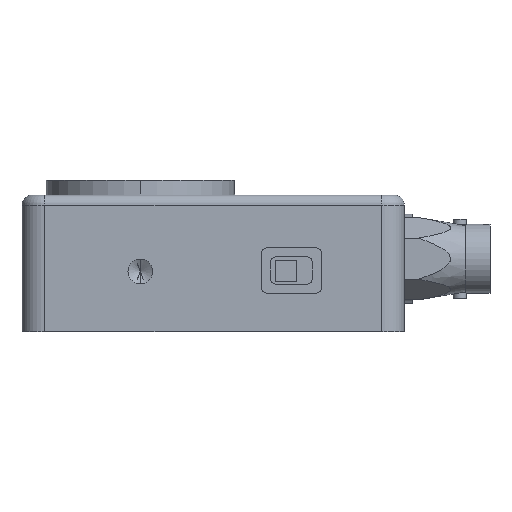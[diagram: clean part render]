
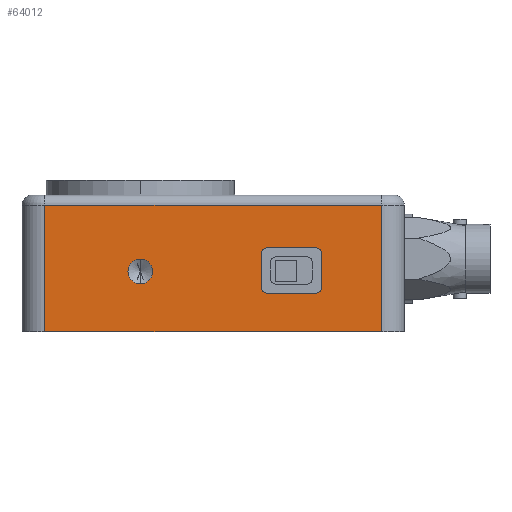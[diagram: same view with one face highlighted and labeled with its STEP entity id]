
A CAD part, left-side view. The second image highlights one B-rep face of the part: STEP entity #64012.
In plain terms, the highlighted planar face has unit normal (-1, 0, 0).
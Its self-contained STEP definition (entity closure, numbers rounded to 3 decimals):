
#62691 = EDGE_CURVE ( 'NONE', #62770, #62693, #71243, .T. ) ;
#62693 = VERTEX_POINT ( 'NONE', #71238 ) ;
#62770 = VERTEX_POINT ( 'NONE', #71397 ) ;
#63977 = EDGE_CURVE ( 'NONE', #63978, #64066, #73918, .T. ) ;
#63978 = VERTEX_POINT ( 'NONE', #73914 ) ;
#63979 = ORIENTED_EDGE ( 'NONE', *, *, #63980, .T. ) ;
#63980 = EDGE_CURVE ( 'NONE', #63978, #63992, #73913, .T. ) ;
#63981 = EDGE_LOOP ( 'NONE', ( #63982, #63988, #64049, #64052 ) ) ;
#63982 = ORIENTED_EDGE ( 'NONE', *, *, #63983, .T. ) ;
#63983 = EDGE_CURVE ( 'NONE', #63984, #63986, #73908, .T. ) ;
#63984 = VERTEX_POINT ( 'NONE', #73904 ) ;
#63986 = VERTEX_POINT ( 'NONE', #73903 ) ;
#63988 = ORIENTED_EDGE ( 'NONE', *, *, #64048, .T. ) ;
#63989 = VERTEX_POINT ( 'NONE', #73902 ) ;
#63990 = EDGE_CURVE ( 'NONE', #63991, #63992, #73901, .T. ) ;
#63991 = VERTEX_POINT ( 'NONE', #73897 ) ;
#63992 = VERTEX_POINT ( 'NONE', #73896 ) ;
#63993 = ORIENTED_EDGE ( 'NONE', *, *, #63995, .T. ) ;
#63995 = EDGE_CURVE ( 'NONE', #63991, #63996, #73955, .T. ) ;
#63996 = VERTEX_POINT ( 'NONE', #73950 ) ;
#63997 = ORIENTED_EDGE ( 'NONE', *, *, #63998, .F. ) ;
#63998 = EDGE_CURVE ( 'NONE', #63999, #63996, #73949, .T. ) ;
#63999 = VERTEX_POINT ( 'NONE', #73945 ) ;
#64000 = ORIENTED_EDGE ( 'NONE', *, *, #64001, .T. ) ;
#64001 = EDGE_CURVE ( 'NONE', #63999, #64002, #73944, .T. ) ;
#64002 = VERTEX_POINT ( 'NONE', #73939 ) ;
#64003 = ORIENTED_EDGE ( 'NONE', *, *, #64004, .F. ) ;
#64004 = EDGE_CURVE ( 'NONE', #64063, #64002, #73938, .T. ) ;
#64012 = ADVANCED_FACE ( 'NONE', ( #73985, #73984, #73983 ), #73982, .F. ) ;
#64013 = EDGE_LOOP ( 'NONE', ( #64014, #64016 ) ) ;
#64014 = ORIENTED_EDGE ( 'NONE', *, *, #64015, .F. ) ;
#64015 = EDGE_CURVE ( 'NONE', #62693, #62770, #73980, .T. ) ;
#64016 = ORIENTED_EDGE ( 'NONE', *, *, #62691, .F. ) ;
#64017 = EDGE_LOOP ( 'NONE', ( #64018, #63993, #63997, #64000, #64003, #64064, #64067, #63979 ) ) ;
#64018 = ORIENTED_EDGE ( 'NONE', *, *, #63990, .F. ) ;
#64048 = EDGE_CURVE ( 'NONE', #63986, #63989, #73989, .T. ) ;
#64049 = ORIENTED_EDGE ( 'NONE', *, *, #64050, .T. ) ;
#64050 = EDGE_CURVE ( 'NONE', #63989, #64051, #74051, .T. ) ;
#64051 = VERTEX_POINT ( 'NONE', #74047 ) ;
#64052 = ORIENTED_EDGE ( 'NONE', *, *, #64053, .T. ) ;
#64053 = EDGE_CURVE ( 'NONE', #64051, #63984, #74046, .T. ) ;
#64063 = VERTEX_POINT ( 'NONE', #74026 ) ;
#64064 = ORIENTED_EDGE ( 'NONE', *, *, #64065, .T. ) ;
#64065 = EDGE_CURVE ( 'NONE', #64063, #64066, #74025, .T. ) ;
#64066 = VERTEX_POINT ( 'NONE', #74020 ) ;
#64067 = ORIENTED_EDGE ( 'NONE', *, *, #63977, .F. ) ;
#71238 = CARTESIAN_POINT ( 'NONE',  ( 0., 36.83, 10.109 ) ) ;
#71239 = DIRECTION ( 'NONE',  ( 0., 0., 1. ) ) ;
#71240 = DIRECTION ( 'NONE',  ( -1., 0., 0. ) ) ;
#71241 = CARTESIAN_POINT ( 'NONE',  ( 0., 36.83, 8.382 ) ) ;
#71242 = AXIS2_PLACEMENT_3D ( 'NONE', #71241, #71240, #71239 ) ;
#71243 = CIRCLE ( 'NONE', #71242, 1.727 ) ;
#71397 = CARTESIAN_POINT ( 'NONE',  ( 0., 36.83, 6.655 ) ) ;
#73896 = CARTESIAN_POINT ( 'NONE',  ( 0., 11.557, 10.89 ) ) ;
#73897 = CARTESIAN_POINT ( 'NONE',  ( 0., 11.557, 6.128 ) ) ;
#73898 = DIRECTION ( 'NONE',  ( 0., 0., 1. ) ) ;
#73899 = VECTOR ( 'NONE', #73898, 1000. ) ;
#73900 = CARTESIAN_POINT ( 'NONE',  ( 0., 11.557, 5.334 ) ) ;
#73901 = LINE ( 'NONE', #73900, #73899 ) ;
#73902 = CARTESIAN_POINT ( 'NONE',  ( 0., 50.165, 17.653 ) ) ;
#73903 = CARTESIAN_POINT ( 'NONE',  ( 0., 3.175, 17.653 ) ) ;
#73904 = CARTESIAN_POINT ( 'NONE',  ( 0., 3.175, 0. ) ) ;
#73905 = DIRECTION ( 'NONE',  ( 0., 0., 1. ) ) ;
#73906 = VECTOR ( 'NONE', #73905, 1000. ) ;
#73907 = CARTESIAN_POINT ( 'NONE',  ( 0., 3.175, 19.05 ) ) ;
#73908 = LINE ( 'NONE', #73907, #73906 ) ;
#73909 = DIRECTION ( 'NONE',  ( 0., 0., -1. ) ) ;
#73910 = DIRECTION ( 'NONE',  ( 1., 0., 0. ) ) ;
#73911 = CARTESIAN_POINT ( 'NONE',  ( 0., 12.351, 10.89 ) ) ;
#73912 = AXIS2_PLACEMENT_3D ( 'NONE', #73911, #73910, #73909 ) ;
#73913 = CIRCLE ( 'NONE', #73912, 0.794 ) ;
#73914 = CARTESIAN_POINT ( 'NONE',  ( 0., 12.351, 11.684 ) ) ;
#73915 = DIRECTION ( 'NONE',  ( 0., 1., 0. ) ) ;
#73916 = VECTOR ( 'NONE', #73915, 1000. ) ;
#73917 = CARTESIAN_POINT ( 'NONE',  ( 0., 11.557, 11.684 ) ) ;
#73918 = LINE ( 'NONE', #73917, #73916 ) ;
#73935 = DIRECTION ( 'NONE',  ( 0., 0., -1. ) ) ;
#73936 = VECTOR ( 'NONE', #73935, 1000. ) ;
#73937 = CARTESIAN_POINT ( 'NONE',  ( 0., 19.939, 5.334 ) ) ;
#73938 = LINE ( 'NONE', #73937, #73936 ) ;
#73939 = CARTESIAN_POINT ( 'NONE',  ( 0., 19.939, 6.128 ) ) ;
#73940 = DIRECTION ( 'NONE',  ( 0., 0., -1. ) ) ;
#73941 = DIRECTION ( 'NONE',  ( 1., 0., 0. ) ) ;
#73942 = CARTESIAN_POINT ( 'NONE',  ( 0., 19.145, 6.128 ) ) ;
#73943 = AXIS2_PLACEMENT_3D ( 'NONE', #73942, #73941, #73940 ) ;
#73944 = CIRCLE ( 'NONE', #73943, 0.794 ) ;
#73945 = CARTESIAN_POINT ( 'NONE',  ( 0., 19.145, 5.334 ) ) ;
#73946 = DIRECTION ( 'NONE',  ( 0., -1., 0. ) ) ;
#73947 = VECTOR ( 'NONE', #73946, 1000. ) ;
#73948 = CARTESIAN_POINT ( 'NONE',  ( 0., 11.557, 5.334 ) ) ;
#73949 = LINE ( 'NONE', #73948, #73947 ) ;
#73950 = CARTESIAN_POINT ( 'NONE',  ( 0., 12.351, 5.334 ) ) ;
#73951 = DIRECTION ( 'NONE',  ( 0., 0., -1. ) ) ;
#73952 = DIRECTION ( 'NONE',  ( 1., 0., 0. ) ) ;
#73953 = CARTESIAN_POINT ( 'NONE',  ( 0., 12.351, 6.128 ) ) ;
#73954 = AXIS2_PLACEMENT_3D ( 'NONE', #73953, #73952, #73951 ) ;
#73955 = CIRCLE ( 'NONE', #73954, 0.794 ) ;
#73973 = DIRECTION ( 'NONE',  ( 0., 0., 1. ) ) ;
#73974 = DIRECTION ( 'NONE',  ( -1., 0., 0. ) ) ;
#73975 = CARTESIAN_POINT ( 'NONE',  ( 0., 36.83, 8.382 ) ) ;
#73976 = AXIS2_PLACEMENT_3D ( 'NONE', #73975, #73974, #73973 ) ;
#73977 = DIRECTION ( 'NONE',  ( 0., 0., -1. ) ) ;
#73978 = DIRECTION ( 'NONE',  ( 1., 0., 0. ) ) ;
#73979 = AXIS2_PLACEMENT_3D ( 'NONE', #73981, #73978, #73977 ) ;
#73980 = CIRCLE ( 'NONE', #73976, 1.727 ) ;
#73981 = CARTESIAN_POINT ( 'NONE',  ( 0., 0., 19.05 ) ) ;
#73982 = PLANE ( 'NONE',  #73979 ) ;
#73983 = FACE_OUTER_BOUND ( 'NONE', #63981, .T. ) ;
#73984 = FACE_BOUND ( 'NONE', #64017, .T. ) ;
#73985 = FACE_BOUND ( 'NONE', #64013, .T. ) ;
#73986 = DIRECTION ( 'NONE',  ( 0., 1., 0. ) ) ;
#73987 = VECTOR ( 'NONE', #73986, 1000. ) ;
#73988 = CARTESIAN_POINT ( 'NONE',  ( 0., 0., 17.653 ) ) ;
#73989 = LINE ( 'NONE', #73988, #73987 ) ;
#74020 = CARTESIAN_POINT ( 'NONE',  ( 0., 19.145, 11.684 ) ) ;
#74021 = DIRECTION ( 'NONE',  ( 0., 0., -1. ) ) ;
#74022 = DIRECTION ( 'NONE',  ( 1., 0., 0. ) ) ;
#74023 = CARTESIAN_POINT ( 'NONE',  ( 0., 19.145, 10.89 ) ) ;
#74024 = AXIS2_PLACEMENT_3D ( 'NONE', #74023, #74022, #74021 ) ;
#74025 = CIRCLE ( 'NONE', #74024, 0.794 ) ;
#74026 = CARTESIAN_POINT ( 'NONE',  ( 0., 19.939, 10.89 ) ) ;
#74043 = DIRECTION ( 'NONE',  ( 0., -1., 0. ) ) ;
#74044 = VECTOR ( 'NONE', #74043, 1000. ) ;
#74045 = CARTESIAN_POINT ( 'NONE',  ( 0., 0., 0. ) ) ;
#74046 = LINE ( 'NONE', #74045, #74044 ) ;
#74047 = CARTESIAN_POINT ( 'NONE',  ( 0., 50.165, 0. ) ) ;
#74048 = DIRECTION ( 'NONE',  ( 0., 0., -1. ) ) ;
#74049 = VECTOR ( 'NONE', #74048, 1000. ) ;
#74050 = CARTESIAN_POINT ( 'NONE',  ( 0., 50.165, 19.05 ) ) ;
#74051 = LINE ( 'NONE', #74050, #74049 ) ;
